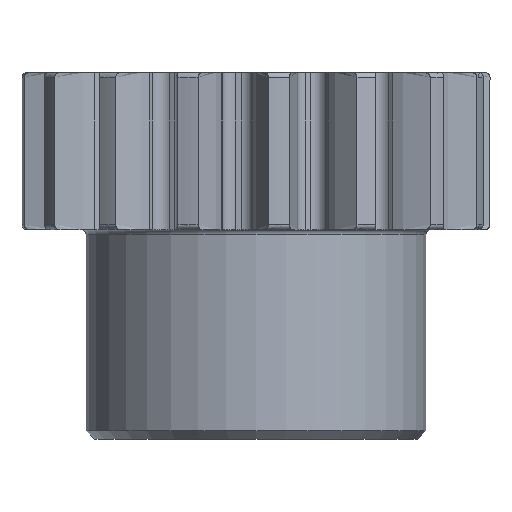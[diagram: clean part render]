
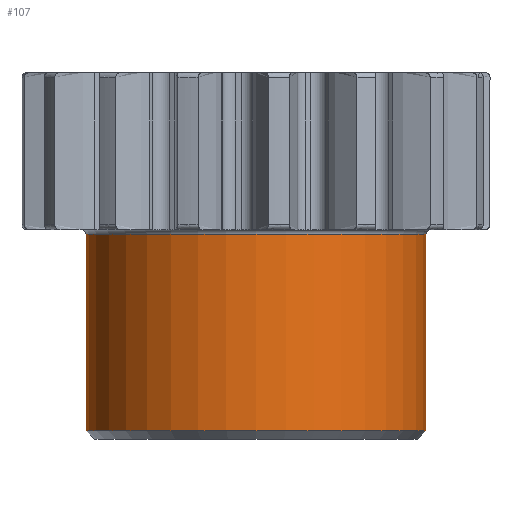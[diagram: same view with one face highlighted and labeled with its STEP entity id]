
A CAD part, front view. The second image highlights one B-rep face of the part: STEP entity #107.
In plain terms, the highlighted cylindrical face has radius 5.159 mm (diameter 10.319 mm), a partial arc.
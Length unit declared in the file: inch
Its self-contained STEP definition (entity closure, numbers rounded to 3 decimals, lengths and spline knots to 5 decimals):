
#107 = ADVANCED_FACE ( 'NONE', ( #1309 ), #1295, .T. ) ;
#600 = VECTOR ( 'NONE', #1780, 39.37008 ) ;
#723 = LINE ( 'NONE', #1434, #729 ) ;
#729 = VECTOR ( 'NONE', #1462, 39.37008 ) ;
#851 = DIRECTION ( 'NONE',  ( 1., 0., 0. ) ) ;
#1040 = LINE ( 'NONE', #1779, #600 ) ;
#1067 = CIRCLE ( 'NONE', #4553, 0.20313 ) ;
#1070 = CIRCLE ( 'NONE', #4549, 0.20313 ) ;
#1225 = DIRECTION ( 'NONE',  ( 0., 0., 1. ) ) ;
#1295 = CYLINDRICAL_SURFACE ( 'NONE', #4457, 0.20313 ) ;
#1309 = FACE_OUTER_BOUND ( 'NONE', #6194, .T. ) ;
#1317 = CARTESIAN_POINT ( 'NONE',  ( 0., 0., -0.1875 ) ) ;
#1434 = CARTESIAN_POINT ( 'NONE',  ( 0.20313, 0., -0.1875 ) ) ;
#1448 = CARTESIAN_POINT ( 'NONE',  ( 0., 0., -0.1931 ) ) ;
#1460 = DIRECTION ( 'NONE',  ( 1., 0., 0. ) ) ;
#1461 = DIRECTION ( 'NONE',  ( 0., 0., -1. ) ) ;
#1462 = DIRECTION ( 'NONE',  ( 0., 0., 1. ) ) ;
#1546 = CARTESIAN_POINT ( 'NONE',  ( 0., 0., -0.42784 ) ) ;
#1616 = DIRECTION ( 'NONE',  ( 1., 0., 0. ) ) ;
#1624 = DIRECTION ( 'NONE',  ( 0., 0., 1. ) ) ;
#1779 = CARTESIAN_POINT ( 'NONE',  ( -0.20313, 0., -0.1875 ) ) ;
#1780 = DIRECTION ( 'NONE',  ( 0., 0., 1. ) ) ;
#2502 = ORIENTED_EDGE ( 'NONE', *, *, #5621, .F. ) ;
#2567 = ORIENTED_EDGE ( 'NONE', *, *, #5626, .T. ) ;
#2570 = ORIENTED_EDGE ( 'NONE', *, *, #5654, .T. ) ;
#2591 = ORIENTED_EDGE ( 'NONE', *, *, #5629, .T. ) ;
#3828 = CARTESIAN_POINT ( 'NONE',  ( 0.20313, 0., -0.42784 ) ) ;
#3859 = CARTESIAN_POINT ( 'NONE',  ( 0.20313, 0., -0.1931 ) ) ;
#3896 = CARTESIAN_POINT ( 'NONE',  ( -0.20313, 0., -0.42784 ) ) ;
#3899 = CARTESIAN_POINT ( 'NONE',  ( -0.20313, 0., -0.1931 ) ) ;
#4112 = VERTEX_POINT ( 'NONE', #3899 ) ;
#4115 = VERTEX_POINT ( 'NONE', #3896 ) ;
#4155 = VERTEX_POINT ( 'NONE', #3859 ) ;
#4224 = VERTEX_POINT ( 'NONE', #3828 ) ;
#4457 = AXIS2_PLACEMENT_3D ( 'NONE', #1317, #1225, #851 ) ;
#4549 = AXIS2_PLACEMENT_3D ( 'NONE', #1448, #1461, #1460 ) ;
#4553 = AXIS2_PLACEMENT_3D ( 'NONE', #1546, #1624, #1616 ) ;
#5621 = EDGE_CURVE ( 'NONE', #4115, #4112, #1040, .T. ) ;
#5626 = EDGE_CURVE ( 'NONE', #4224, #4155, #723, .T. ) ;
#5629 = EDGE_CURVE ( 'NONE', #4155, #4112, #1070, .T. ) ;
#5654 = EDGE_CURVE ( 'NONE', #4115, #4224, #1067, .T. ) ;
#6194 = EDGE_LOOP ( 'NONE', ( #2502, #2570, #2567, #2591 ) ) ;
